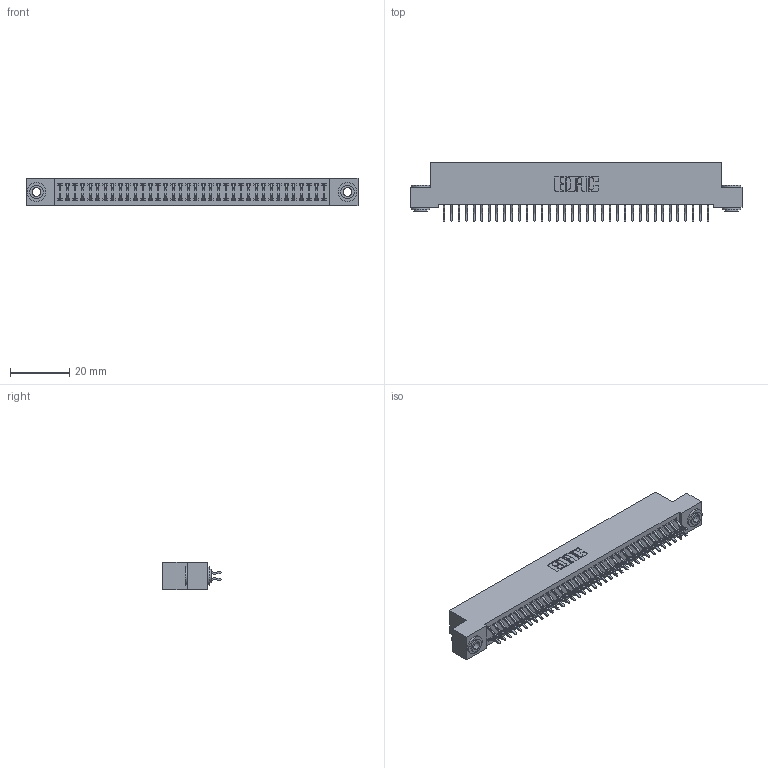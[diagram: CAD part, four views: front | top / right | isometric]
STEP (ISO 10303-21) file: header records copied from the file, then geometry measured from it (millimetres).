
FILE_DESCRIPTION (( 'STEP AP203' ), '1' );
FILE_NAME ('392-072-556-203.STEP', '2019-10-09T12:41:33', ( '' ), ( '' ), 'SwSTEP 2.0', 'SolidWorks 2016', '' );
FILE_SCHEMA (( 'CONFIG_CONTROL_DESIGN' ));
Length unit declared in the file: inch
Products named in the file (4): 342-250-002_345-250-002-102; 392-072-556-203; 342 Part_.156 TH; 345-292-001_556 Tail
Assembly tree (75 placements, depth 2):
  392-072-556-203
    342 Part_.156 TH
    345-292-001_556 Tail  x72
    342-250-002_345-250-002-102  x2
Bounding box: 111.76 x 19.58 x 9.4 mm (x, y, z)
Volume: 10034.2 mm3; surface area: 16329.6 mm2
Topology: 75 solids, 75 shells, 4324 faces, 12831 edges, 8454 vertices
Faces by surface type: plane 2956, cylinder 1360, cone 8
Entity records: 24674 total; most frequent: CARTESIAN_POINT 4085, ORIENTED_EDGE 4002, DIRECTION 3523, EDGE_CURVE 2001, LINE 1841, VECTOR 1841, VERTEX_POINT 1330, AXIS2_PLACEMENT_3D 841
